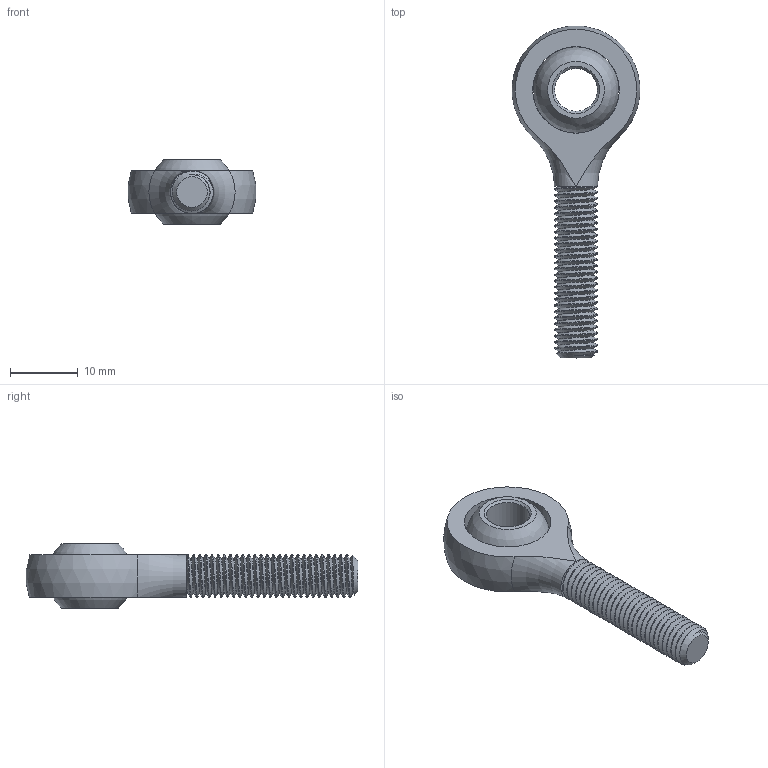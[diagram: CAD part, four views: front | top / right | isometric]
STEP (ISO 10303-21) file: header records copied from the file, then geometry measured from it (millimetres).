
FILE_DESCRIPTION(/* description */ ('STEP AP203'),/* implementation_level */ '2;1');
FILE_NAME(/* name */ '60645K121_STEEL BALL JOINT ROD END_ipt_64ba0489.STEP',/* time_stamp */ '2018-02-13T23:11:10-05:00',/* author */ ('Admin'),/* organization */ ('Microsoft'),/* preprocessor_version */ 'ST-DEVELOPER v16.13',/* originating_system */ 'Autodesk Inventor 2018',/* authorisation */ '');
FILE_SCHEMA (('AUTOMOTIVE_DESIGN { 1 0 10303 214 3 1 1 }'));
Length unit declared in the file: inch
Products named in the file (1): 60645K121_STEEL BALL JOINT ROD END
Bounding box: 18.91 x 49.15 x 9.53 mm (x, y, z)
Volume: 2492.3 mm3; surface area: 2409.4 mm2
Topology: 2 solids, 2 shells, 19 faces, 41 edges, 26 vertices
Faces by surface type: plane 6, cylinder 4, cone 3, sphere 2, torus 2, bspline 2
Full cylindrical faces by diameter (mm): 6.35 x1, 12.827 x1
Entity records: 5436 total; most frequent: CARTESIAN_POINT 5031, DIRECTION 76, ORIENTED_EDGE 64, AXIS2_PLACEMENT_3D 38, EDGE_CURVE 32, EDGE_LOOP 29, VERTEX_POINT 23, CIRCLE 20
